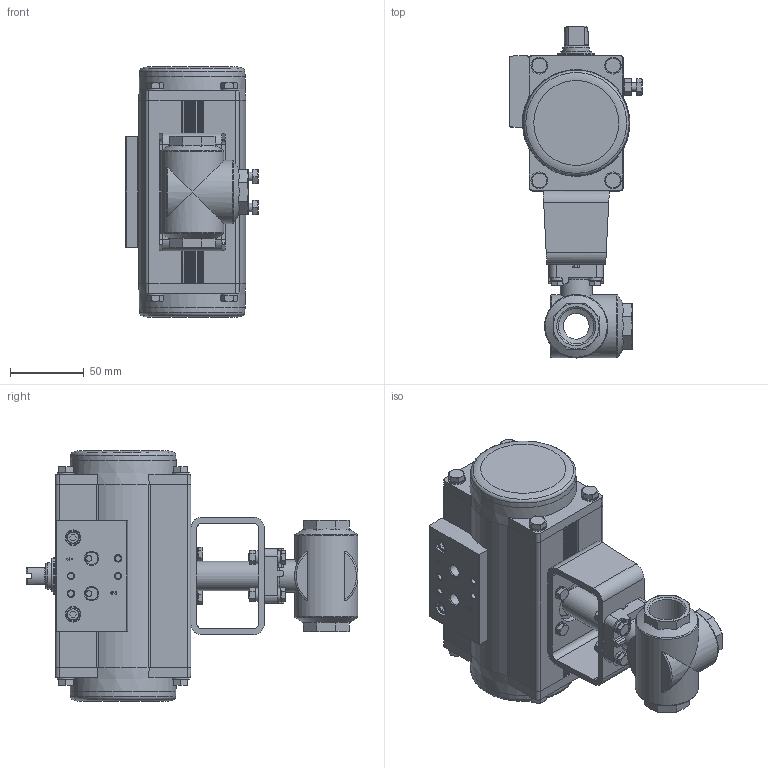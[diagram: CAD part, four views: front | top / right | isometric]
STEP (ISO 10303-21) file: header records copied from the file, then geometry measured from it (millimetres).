
FILE_DESCRIPTION(/* description */ ('STEP AP214'),/* implementation_level */ '2;1');
FILE_NAME(/* name */ '8070269_VZBM-A-3_4-RP-25-F-3L-B2-PB40',/* time_stamp */ '2024-09-18T03:26:33+02:00',/* author */ ('License CC BY-ND 4.0'),/* organization */ ('CADENAS'),/* preprocessor_version */ 'ST-DEVELOPER v19.3',/* originating_system */ 'PARTsolutions',/* authorisation */ ' ');
FILE_SCHEMA (('AP203_CONFIGURATION_CONTROLLED_3D_DESIGN_OF_MECHANICAL_PARTS_AND_ASSEMBLIES_MIM_LF { 1 0 10303 203 3 1 4 }','AUTOMOTIVE_DESIGN {1 0 10303 214 3 1 1}'));
Length unit declared in the file: millimetre
Products named in the file (14): 8070269 VZBM-A-3/4-RP-25-F-3L-B2-PB40; 4451866 VZBM-3/4-Rp-40-F-3L-F03-B2B3; 8082978 DARQ-B-F04-F03-R13---(high); 8075832 DARQ-V-F04S11-F03S9-50---(K); 690066 S 5 A2; ISO 4017 M5x12(F); 8042186 DFPD-40-90-RS-F04-------(housing); 8042186 DFPD-40(F04_0)---(shaft); 3637777 SCHEIBE 6.2X12X1.5-1.4301; 3639214 DFPD-40; DIN 934 - M6(F); 1128629 NL-5; ISO 4032 - M5(F); Hexagon bolt DIN 933 - M5x22
Assembly tree (35 placements, depth 2):
  8070269 VZBM-A-3/4-RP-25-F-3L-B2-PB40
    4451866 VZBM-3/4-Rp-40-F-3L-F03-B2B3
    8082978 DARQ-B-F04-F03-R13---(high)
    8075832 DARQ-V-F04S11-F03S9-50---(K)
    690066 S 5 A2  x4
    ISO 4017 M5x12(F)  x4
    8042186 DFPD-40-90-RS-F04-------(housing)
    8042186 DFPD-40(F04_0)---(shaft)
    3637777 SCHEIBE 6.2X12X1.5-1.4301  x2
    3639214 DFPD-40  x2
    DIN 934 - M6(F)  x2
    1128629 NL-5  x8
    ISO 4032 - M5(F)  x4
    Hexagon bolt DIN 933 - M5x22  x4
Bounding box: 89.7 x 225.5 x 170.4 mm (x, y, z)
Volume: 1168956.7 mm3; surface area: 151836 mm2
Topology: 35 solids, 35 shells, 1166 faces, 2697 edges, 1667 vertices
Faces by surface type: plane 557, cone 316, cylinder 249, torus 42, sphere 2
Full cylindrical faces by diameter (mm): 2 x2, 3.242 x1, 4 x2, 4.134 x16, 4.917 x5, 5 x8, 5.3 x4, 5.4 x8, 5.5 x12, 6 x2, 6.2 x2, 6.88 x8, 8.5 x2, 8.566 x2, 9 x14, 10 x4, 11.5 x8, 12 x2, 13 x2, 15.2 x1, 17.6 x2, 18 x3, 19.5 x1, 20 x2, 21 x2, 22 x1, 24.117 x3, 25 x4, 26 x1, 26.5 x2
Entity records: 25693 total; most frequent: CARTESIAN_POINT 5536, DIRECTION 4071, ORIENTED_EDGE 3836, EDGE_CURVE 1918, AXIS2_PLACEMENT_3D 1635, VERTEX_POINT 1311, FACE_BOUND 1211, EDGE_LOOP 1200
